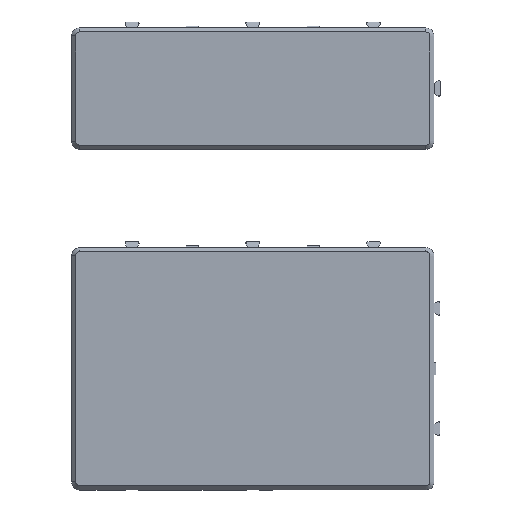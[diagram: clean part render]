
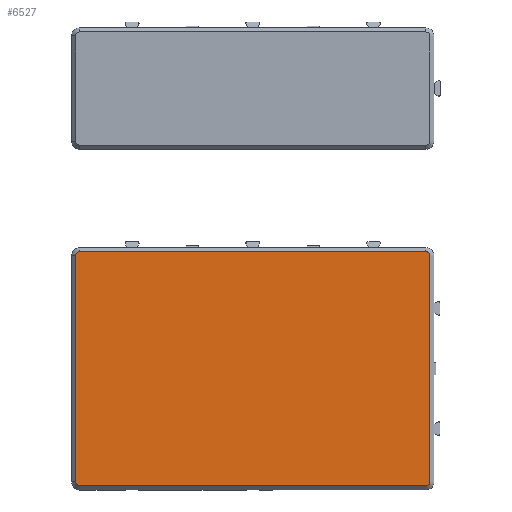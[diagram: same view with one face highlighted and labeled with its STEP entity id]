
A CAD part, top view. The second image highlights one B-rep face of the part: STEP entity #6527.
In plain terms, the highlighted planar face has unit normal (0, 0, 1).
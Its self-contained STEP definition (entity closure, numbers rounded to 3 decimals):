
#243=CIRCLE('',#7022,2.);
#245=CIRCLE('',#7026,2.);
#246=CIRCLE('',#7029,2.);
#247=CIRCLE('',#7032,2.);
#533=FACE_OUTER_BOUND('',#936,.T.);
#936=EDGE_LOOP('',(#4857,#4858,#4859,#4860,#4861,#4862,#4863,#4864));
#1482=LINE('',#10127,#2219);
#1486=LINE('',#10137,#2223);
#1490=LINE('',#10147,#2227);
#1493=LINE('',#10155,#2230);
#2219=VECTOR('',#8108,10.);
#2223=VECTOR('',#8118,10.);
#2227=VECTOR('',#8130,10.);
#2230=VECTOR('',#8139,10.);
#2917=VERTEX_POINT('',#10124);
#2918=VERTEX_POINT('',#10126);
#2919=VERTEX_POINT('',#10130);
#2921=VERTEX_POINT('',#10135);
#2922=VERTEX_POINT('',#10141);
#2923=VERTEX_POINT('',#10145);
#2924=VERTEX_POINT('',#10149);
#2925=VERTEX_POINT('',#10153);
#3621=EDGE_CURVE('',#2917,#2918,#1482,.T.);
#3624=EDGE_CURVE('',#2919,#2917,#243,.T.);
#3626=EDGE_CURVE('',#2921,#2919,#1486,.T.);
#3630=EDGE_CURVE('',#2922,#2921,#245,.T.);
#3632=EDGE_CURVE('',#2923,#2922,#1490,.T.);
#3634=EDGE_CURVE('',#2924,#2923,#246,.T.);
#3636=EDGE_CURVE('',#2925,#2924,#1493,.T.);
#3637=EDGE_CURVE('',#2918,#2925,#247,.T.);
#4857=ORIENTED_EDGE('',*,*,#3621,.F.);
#4858=ORIENTED_EDGE('',*,*,#3624,.F.);
#4859=ORIENTED_EDGE('',*,*,#3626,.F.);
#4860=ORIENTED_EDGE('',*,*,#3630,.F.);
#4861=ORIENTED_EDGE('',*,*,#3632,.F.);
#4862=ORIENTED_EDGE('',*,*,#3634,.F.);
#4863=ORIENTED_EDGE('',*,*,#3636,.F.);
#4864=ORIENTED_EDGE('',*,*,#3637,.F.);
#6225=PLANE('',#7035);
#6527=ADVANCED_FACE('',(#533),#6225,.T.);
#7022=AXIS2_PLACEMENT_3D('',#10132,#8113,#8114);
#7026=AXIS2_PLACEMENT_3D('',#10143,#8125,#8126);
#7029=AXIS2_PLACEMENT_3D('',#10151,#8134,#8135);
#7032=AXIS2_PLACEMENT_3D('',#10157,#8142,#8143);
#7035=AXIS2_PLACEMENT_3D('',#10179,#8159,#8160);
#8108=DIRECTION('',(1.,0.,0.));
#8113=DIRECTION('center_axis',(0.,0.,-1.));
#8114=DIRECTION('ref_axis',(-0.707,0.707,0.));
#8118=DIRECTION('',(0.,1.,0.));
#8125=DIRECTION('center_axis',(0.,0.,-1.));
#8126=DIRECTION('ref_axis',(-0.707,-0.707,0.));
#8130=DIRECTION('',(-1.,0.,0.));
#8134=DIRECTION('center_axis',(0.,0.,-1.));
#8135=DIRECTION('ref_axis',(0.707,-0.707,0.));
#8139=DIRECTION('',(0.,-1.,0.));
#8142=DIRECTION('center_axis',(0.,0.,-1.));
#8143=DIRECTION('ref_axis',(0.707,0.707,0.));
#8159=DIRECTION('center_axis',(0.,0.,1.));
#8160=DIRECTION('ref_axis',(1.,0.,0.));
#10124=CARTESIAN_POINT('',(-86.5,58.5,29.8));
#10126=CARTESIAN_POINT('',(86.5,58.5,29.8));
#10127=CARTESIAN_POINT('',(45.25,58.5,29.8));
#10130=CARTESIAN_POINT('',(-88.5,56.5,29.8));
#10132=CARTESIAN_POINT('Origin',(-86.5,56.5,29.8));
#10135=CARTESIAN_POINT('',(-88.5,-56.5,29.8));
#10137=CARTESIAN_POINT('',(-88.5,30.25,29.8));
#10141=CARTESIAN_POINT('',(-86.5,-58.5,29.8));
#10143=CARTESIAN_POINT('Origin',(-86.5,-56.5,29.8));
#10145=CARTESIAN_POINT('',(86.5,-58.5,29.8));
#10147=CARTESIAN_POINT('',(-45.25,-58.5,29.8));
#10149=CARTESIAN_POINT('',(88.5,-56.5,29.8));
#10151=CARTESIAN_POINT('Origin',(86.5,-56.5,29.8));
#10153=CARTESIAN_POINT('',(88.5,56.5,29.8));
#10155=CARTESIAN_POINT('',(88.5,-30.25,29.8));
#10157=CARTESIAN_POINT('Origin',(86.5,56.5,29.8));
#10179=CARTESIAN_POINT('Origin',(0.,0.,
29.8));
